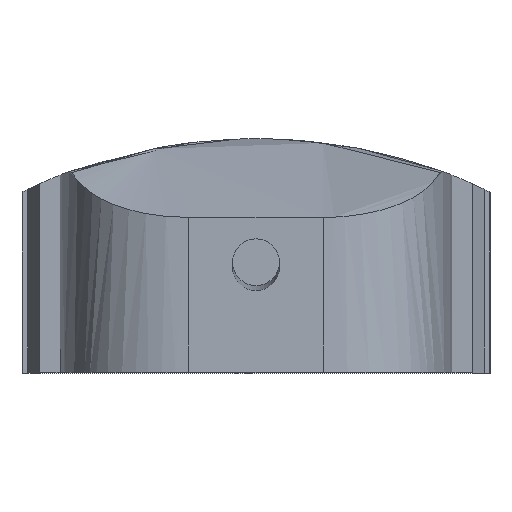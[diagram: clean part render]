
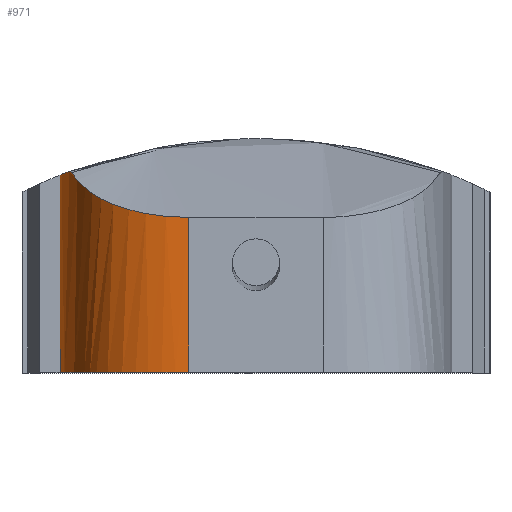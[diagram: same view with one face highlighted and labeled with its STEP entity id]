
A CAD part, top view. The second image highlights one B-rep face of the part: STEP entity #971.
In plain terms, the highlighted free-form (B-spline) face has degree [3, 1] with [10, 2] control points.
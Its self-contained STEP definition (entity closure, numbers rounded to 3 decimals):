
#3 = CARTESIAN_POINT ( 'NONE',  ( -33.152, 33.902, 29.34 ) ) ;
#10 = CARTESIAN_POINT ( 'NONE',  ( -33.5, 34.583, 16.103 ) ) ;
#53 = CARTESIAN_POINT ( 'NONE',  ( -19.841, 27.293, 55.056 ) ) ;
#55 = B_SPLINE_CURVE_WITH_KNOTS ( 'NONE', 3,
 ( #657, #839, #1088, #325, #850, #53, #320, #153, #330, #566, #409, #917, #313, #404, #673, #308, #667, #1019, #572, #234 ),
 .UNSPECIFIED., .F., .F.,
 ( 4, 2, 2, 2, 2, 2, 2, 2, 2, 4 ),
 ( 0., 0.004, 0.007, 0.011, 0.015, 0.018, 0.02, 0.022, 0.026, 0.029 ),
 .UNSPECIFIED. ) ;
#102 = FACE_OUTER_BOUND ( 'NONE', #294, .T. ) ;
#112 = EDGE_CURVE ( 'NONE', #405, #1060, #627, .T. ) ;
#125 = CARTESIAN_POINT ( 'NONE',  ( -30.472, 34.583, 44.407 ) ) ;
#127 = CARTESIAN_POINT ( 'NONE',  ( -33.5, 0., 16.103 ) ) ;
#140 = CARTESIAN_POINT ( 'NONE',  ( -31.82, 0., 39.528 ) ) ;
#143 = CARTESIAN_POINT ( 'NONE',  ( -31.915, 34.362, 38.717 ) ) ;
#145 = CARTESIAN_POINT ( 'NONE',  ( -27.69, 0., 50.106 ) ) ;
#153 = CARTESIAN_POINT ( 'NONE',  ( -23.024, 28.158, 53.512 ) ) ;
#154 = VERTEX_POINT ( 'NONE', #963 ) ;
#160 = CARTESIAN_POINT ( 'NONE',  ( -11.471, 0., 56.496 ) ) ;
#166 = DIRECTION ( 'NONE',  ( 0., -1., 0. ) ) ;
#175 = LINE ( 'NONE', #947, #795 ) ;
#184 = CARTESIAN_POINT ( 'NONE',  ( -15.006, 0., 56.457 ) ) ;
#199 = ORIENTED_EDGE ( 'NONE', *, *, #563, .T. ) ;
#216 = CARTESIAN_POINT ( 'NONE',  ( -31.82, 34.583, 39.528 ) ) ;
#219 = CARTESIAN_POINT ( 'NONE',  ( -33.435, 0., 26.41 ) ) ;
#223 = CARTESIAN_POINT ( 'NONE',  ( -30.472, 0., 44.407 ) ) ;
#227 = CARTESIAN_POINT ( 'NONE',  ( -33.5, 0., 16.103 ) ) ;
#234 = CARTESIAN_POINT ( 'NONE',  ( -31.531, 34.122, 40.402 ) ) ;
#239 = CARTESIAN_POINT ( 'NONE',  ( -15.006, 0., 56.457 ) ) ;
#264 = CARTESIAN_POINT ( 'NONE',  ( -33.499, 33.769, 19.893 ) ) ;
#274 = CARTESIAN_POINT ( 'NONE',  ( -15.006, 34.583, 56.457 ) ) ;
#282 = CARTESIAN_POINT ( 'NONE',  ( -33.499, 34.583, 20.07 ) ) ;
#294 = EDGE_LOOP ( 'NONE', ( #1049, #386, #562, #1005, #199, #918 ) ) ;
#308 = CARTESIAN_POINT ( 'NONE',  ( -29.738, 31.951, 45.815 ) ) ;
#311 = CARTESIAN_POINT ( 'NONE',  ( -32.756, 34.583, 34.074 ) ) ;
#313 = CARTESIAN_POINT ( 'NONE',  ( -28.056, 30.577, 48.799 ) ) ;
#317 = CARTESIAN_POINT ( 'NONE',  ( -33.5, 0., 16.103 ) ) ;
#320 = CARTESIAN_POINT ( 'NONE',  ( -20.944, 27.551, 54.604 ) ) ;
#325 = CARTESIAN_POINT ( 'NONE',  ( -16.328, 26.722, 56.041 ) ) ;
#330 = CARTESIAN_POINT ( 'NONE',  ( -24.005, 28.507, 52.873 ) ) ;
#360 = CARTESIAN_POINT ( 'NONE',  ( -31.82, 0., 39.528 ) ) ;
#371 = CARTESIAN_POINT ( 'NONE',  ( -31.531, 34.122, 40.402 ) ) ;
#381 = B_SPLINE_CURVE_WITH_KNOTS ( 'NONE', 3,
 ( #227, #579, #219, #483, #140, #1108, #145, #832, #239, #585 ),
 .UNSPECIFIED., .F., .F.,
 ( 4, 1, 1, 1, 1, 1, 1, 4 ),
 ( 0., 0.227, 0.362, 0.44, 0.543, 0.652, 0.797, 1. ),
 .UNSPECIFIED. ) ;
#386 = ORIENTED_EDGE ( 'NONE', *, *, #112, .T. ) ;
#404 = CARTESIAN_POINT ( 'NONE',  ( -28.672, 31.032, 47.836 ) ) ;
#405 = VERTEX_POINT ( 'NONE', #371 ) ;
#409 = CARTESIAN_POINT ( 'NONE',  ( -26.651, 29.699, 50.591 ) ) ;
#438 = LINE ( 'NONE', #884, #1087 ) ;
#473 = CARTESIAN_POINT ( 'NONE',  ( -27.69, 0., 50.106 ) ) ;
#476 = CARTESIAN_POINT ( 'NONE',  ( -32.302, 34.221, 36.854 ) ) ;
#483 = CARTESIAN_POINT ( 'NONE',  ( -32.756, 0., 34.074 ) ) ;
#496 = CARTESIAN_POINT ( 'NONE',  ( -31.531, 34.122, 40.402 ) ) ;
#510 = CARTESIAN_POINT ( 'NONE',  ( -11.471, 26.453, 56.496 ) ) ;
#531 = CARTESIAN_POINT ( 'NONE',  ( -11.471, 34.583, 56.496 ) ) ;
#561 = CARTESIAN_POINT ( 'NONE',  ( -33.435, 0., 26.41 ) ) ;
#562 = ORIENTED_EDGE ( 'NONE', *, *, #648, .T. ) ;
#563 = EDGE_CURVE ( 'NONE', #637, #767, #381, .T. ) ;
#566 = CARTESIAN_POINT ( 'NONE',  ( -25.834, 29.284, 51.399 ) ) ;
#570 = CARTESIAN_POINT ( 'NONE',  ( -11.471, 0., 56.496 ) ) ;
#572 = CARTESIAN_POINT ( 'NONE',  ( -31.252, 33.711, 41.523 ) ) ;
#579 = CARTESIAN_POINT ( 'NONE',  ( -33.499, 0., 20.07 ) ) ;
#584 = CARTESIAN_POINT ( 'NONE',  ( -31.915, 34.362, 38.717 ) ) ;
#585 = CARTESIAN_POINT ( 'NONE',  ( -11.471, 0., 56.496 ) ) ;
#599 = CARTESIAN_POINT ( 'NONE',  ( -31.792, 34.372, 39.294 ) ) ;
#601 = EDGE_CURVE ( 'NONE', #830, #405, #55, .T. ) ;
#611 = B_SPLINE_CURVE_WITH_KNOTS ( 'NONE', 3,
 ( #1103, #476, #951, #778, #3, #618, #264, #1129 ),
 .UNSPECIFIED., .F., .F.,
 ( 4, 2, 2, 4 ),
 ( 0.03, 0.036, 0.041, 0.053 ),
 .UNSPECIFIED. ) ;
#618 = CARTESIAN_POINT ( 'NONE',  ( -33.462, 33.783, 23.68 ) ) ;
#627 = B_SPLINE_CURVE_WITH_KNOTS ( 'NONE', 3,
 ( #496, #681, #660, #599, #776, #143 ),
 .UNSPECIFIED., .F., .F.,
 ( 4, 2, 4 ),
 ( 0., 0.001, 0.002 ),
 .UNSPECIFIED. ) ;
#637 = VERTEX_POINT ( 'NONE', #127 ) ;
#648 = EDGE_CURVE ( 'NONE', #1060, #154, #611, .T. ) ;
#657 = CARTESIAN_POINT ( 'NONE',  ( -11.471, 26.453, 56.496 ) ) ;
#660 = CARTESIAN_POINT ( 'NONE',  ( -31.664, 34.291, 39.856 ) ) ;
#667 = CARTESIAN_POINT ( 'NONE',  ( -30.17, 32.404, 44.767 ) ) ;
#673 = CARTESIAN_POINT ( 'NONE',  ( -28.956, 31.264, 47.335 ) ) ;
#681 = CARTESIAN_POINT ( 'NONE',  ( -31.598, 34.222, 40.132 ) ) ;
#767 = VERTEX_POINT ( 'NONE', #160 ) ;
#768 = EDGE_CURVE ( 'NONE', #154, #637, #438, .T. ) ;
#776 = CARTESIAN_POINT ( 'NONE',  ( -31.854, 34.384, 39.006 ) ) ;
#778 = CARTESIAN_POINT ( 'NONE',  ( -33.007, 33.957, 31.223 ) ) ;
#795 = VECTOR ( 'NONE', #166, 1000. ) ;
#798 = CARTESIAN_POINT ( 'NONE',  ( -33.435, 34.583, 26.41 ) ) ;
#809 = EDGE_CURVE ( 'NONE', #830, #767, #175, .T. ) ;
#829 = CARTESIAN_POINT ( 'NONE',  ( -21.189, 34.583, 55.298 ) ) ;
#830 = VERTEX_POINT ( 'NONE', #510 ) ;
#832 = CARTESIAN_POINT ( 'NONE',  ( -21.189, 0., 55.298 ) ) ;
#839 = CARTESIAN_POINT ( 'NONE',  ( -12.705, 26.461, 56.483 ) ) ;
#850 = CARTESIAN_POINT ( 'NONE',  ( -17.515, 26.875, 55.78 ) ) ;
#884 = CARTESIAN_POINT ( 'NONE',  ( -33.5, 40., 16.103 ) ) ;
#891 = CARTESIAN_POINT ( 'NONE',  ( -27.69, 34.583, 50.106 ) ) ;
#914 = CARTESIAN_POINT ( 'NONE',  ( -32.756, 0., 34.074 ) ) ;
#917 = CARTESIAN_POINT ( 'NONE',  ( -27.724, 30.353, 49.262 ) ) ;
#918 = ORIENTED_EDGE ( 'NONE', *, *, #809, .F. ) ;
#947 = CARTESIAN_POINT ( 'NONE',  ( -11.471, 40., 56.496 ) ) ;
#951 = CARTESIAN_POINT ( 'NONE',  ( -32.581, 34.117, 34.98 ) ) ;
#963 = CARTESIAN_POINT ( 'NONE',  ( -33.5, 33.768, 16.103 ) ) ;
#971 = ADVANCED_FACE ( 'NONE', ( #102 ), #978, .F. ) ;
#978 = B_SPLINE_SURFACE_WITH_KNOTS ( 'NONE', 3, 1, ( 
 ( #10, #317 ),
 ( #282, #985 ),
 ( #798, #561 ),
 ( #311, #914 ),
 ( #216, #360 ),
 ( #125, #223 ),
 ( #891, #473 ),
 ( #829, #1012 ),
 ( #274, #184 ),
 ( #531, #570 ) ),
 .UNSPECIFIED., .F., .F., .F.,
 ( 4, 1, 1, 1, 1, 1, 1, 4 ),
 ( 2, 2 ),
 ( 0., 0.227, 0.362, 0.44, 0.543, 0.652, 0.797, 1. ),
 ( 0., 1. ),
 .UNSPECIFIED. ) ;
#985 = CARTESIAN_POINT ( 'NONE',  ( -33.499, 0., 20.07 ) ) ;
#1005 = ORIENTED_EDGE ( 'NONE', *, *, #768, .T. ) ;
#1012 = CARTESIAN_POINT ( 'NONE',  ( -21.189, 0., 55.298 ) ) ;
#1019 = CARTESIAN_POINT ( 'NONE',  ( -30.929, 33.283, 42.622 ) ) ;
#1049 = ORIENTED_EDGE ( 'NONE', *, *, #601, .T. ) ;
#1060 = VERTEX_POINT ( 'NONE', #584 ) ;
#1087 = VECTOR ( 'NONE', #1133, 1000. ) ;
#1088 = CARTESIAN_POINT ( 'NONE',  ( -13.924, 26.515, 56.392 ) ) ;
#1103 = CARTESIAN_POINT ( 'NONE',  ( -31.915, 34.362, 38.717 ) ) ;
#1108 = CARTESIAN_POINT ( 'NONE',  ( -30.472, 0., 44.407 ) ) ;
#1129 = CARTESIAN_POINT ( 'NONE',  ( -33.5, 33.768, 16.103 ) ) ;
#1133 = DIRECTION ( 'NONE',  ( 0., -1., 0. ) ) ;
